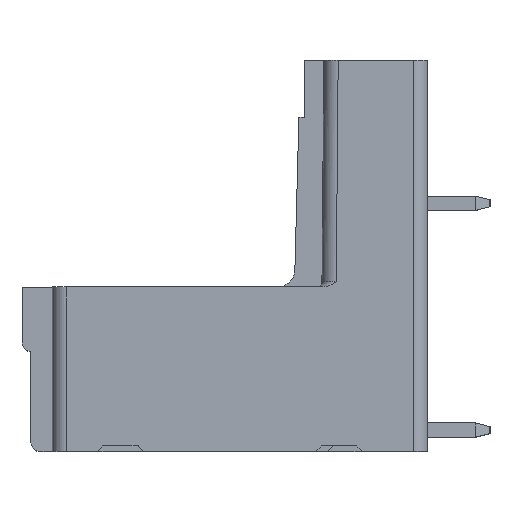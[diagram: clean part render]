
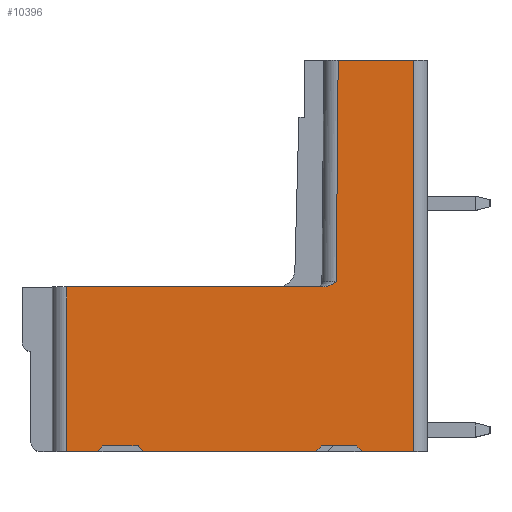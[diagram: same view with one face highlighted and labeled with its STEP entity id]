
A CAD part, top view. The second image highlights one B-rep face of the part: STEP entity #10396.
In plain terms, the highlighted planar face has unit normal (0, 0, 1).
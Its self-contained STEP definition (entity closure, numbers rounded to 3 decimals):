
#864=DIRECTION('',(1.,0.,0.));
#865=VECTOR('',#864,1.7);
#866=CARTESIAN_POINT('',(-20.194,0.,
-103.593));
#867=LINE('',#866,#865);
#888=DIRECTION('',(1.,0.,0.));
#889=VECTOR('',#888,9.65);
#890=CARTESIAN_POINT('',(-15.894,0.,
-103.593));
#891=LINE('',#890,#889);
#1588=DIRECTION('',(-1.,0.,0.));
#1589=VECTOR('',#1588,14.337);
#1590=CARTESIAN_POINT('',(-5.857,9.2,
-103.593));
#1591=LINE('',#1590,#1589);
#1909=CARTESIAN_POINT('',(-5.857,9.2,
-103.593));
#1910=CARTESIAN_POINT('',(-5.826,9.2,
-103.593));
#1911=CARTESIAN_POINT('',(-5.76,9.204,
-103.593));
#1912=CARTESIAN_POINT('',(-5.649,9.226,
-103.593));
#1913=CARTESIAN_POINT('',(-5.528,9.266,
-103.593));
#1914=CARTESIAN_POINT('',(-5.398,9.326,
-103.593));
#1915=CARTESIAN_POINT('',(-5.257,9.404,
-103.593));
#1916=CARTESIAN_POINT('',(-5.155,9.467,
-103.593));
#1917=CARTESIAN_POINT('',(-5.102,9.5,
-103.593));
#1919=DIRECTION('',(0.009,1.,0.));
#1920=VECTOR('',#1919,12.4);
#1921=CARTESIAN_POINT('',(-5.102,9.5,
-103.593));
#1922=LINE('',#1921,#1920);
#1923=DIRECTION('',(-1.,0.,0.));
#1924=VECTOR('',#1923,2.85);
#1925=CARTESIAN_POINT('',(-0.794,0.,
-103.593));
#1926=LINE('',#1925,#1924);
#1927=DIRECTION('',(-0.707,0.707,0.));
#1928=VECTOR('',#1927,0.424);
#1929=CARTESIAN_POINT('',(-3.644,0.,
-103.593));
#1930=LINE('',#1929,#1928);
#1931=DIRECTION('',(-1.,0.,0.));
#1932=VECTOR('',#1931,2.);
#1933=CARTESIAN_POINT('',(-3.944,0.3,
-103.593));
#1934=LINE('',#1933,#1932);
#1935=DIRECTION('',(-0.707,-0.707,0.));
#1936=VECTOR('',#1935,0.424);
#1937=CARTESIAN_POINT('',(-5.944,0.3,
-103.593));
#1938=LINE('',#1937,#1936);
#1939=DIRECTION('',(-0.707,0.707,0.));
#1940=VECTOR('',#1939,0.424);
#1941=CARTESIAN_POINT('',(-15.894,0.,
-103.593));
#1942=LINE('',#1941,#1940);
#1943=DIRECTION('',(-1.,0.,0.));
#1944=VECTOR('',#1943,2.);
#1945=CARTESIAN_POINT('',(-16.194,0.3,
-103.593));
#1946=LINE('',#1945,#1944);
#1947=DIRECTION('',(-0.707,-0.707,0.));
#1948=VECTOR('',#1947,0.424);
#1949=CARTESIAN_POINT('',(-18.194,0.3,
-103.593));
#1950=LINE('',#1949,#1948);
#1951=CARTESIAN_POINT('',(-5.857,9.2,
-103.593));
#2110=DIRECTION('',(-1.,0.,0.));
#2111=VECTOR('',#2110,4.2);
#2112=CARTESIAN_POINT('',(-0.794,21.9,-103.593));
#2113=LINE('',#2112,#2111);
#4612=DIRECTION('',(0.,1.,0.));
#4613=VECTOR('',#4612,21.9);
#4614=CARTESIAN_POINT('',(-0.794,0.,
-103.593));
#4615=LINE('',#4614,#4613);
#4637=DIRECTION('',(0.,-1.,0.));
#4638=VECTOR('',#4637,9.2);
#4639=CARTESIAN_POINT('',(-20.194,9.2,-103.593));
#4640=LINE('',#4639,#4638);
#7057=VERTEX_POINT('',#1951);
#7058=CARTESIAN_POINT('',(-20.194,9.2,-103.593));
#7059=VERTEX_POINT('',#7058);
#7110=CARTESIAN_POINT('',(-0.794,21.9,-103.593));
#7111=VERTEX_POINT('',#7110);
#7112=CARTESIAN_POINT('',(-4.994,21.9,-103.593));
#7113=VERTEX_POINT('',#7112);
#7479=CARTESIAN_POINT('',(-20.194,0.,
-103.593));
#7480=VERTEX_POINT('',#7479);
#7481=CARTESIAN_POINT('',(-18.494,0.,
-103.593));
#7482=VERTEX_POINT('',#7481);
#7495=CARTESIAN_POINT('',(-15.894,0.,
-103.593));
#7496=VERTEX_POINT('',#7495);
#7497=CARTESIAN_POINT('',(-6.244,0.,
-103.593));
#7498=VERTEX_POINT('',#7497);
#7503=CARTESIAN_POINT('',(-3.644,0.,
-103.593));
#7504=VERTEX_POINT('',#7503);
#7505=CARTESIAN_POINT('',(-0.794,0.,
-103.593));
#7506=VERTEX_POINT('',#7505);
#7599=VERTEX_POINT('',#1917);
#7600=CARTESIAN_POINT('',(-3.944,0.3,
-103.593));
#7601=VERTEX_POINT('',#7600);
#7602=CARTESIAN_POINT('',(-5.944,0.3,
-103.593));
#7603=VERTEX_POINT('',#7602);
#7604=CARTESIAN_POINT('',(-16.194,0.3,
-103.593));
#7605=VERTEX_POINT('',#7604);
#7606=CARTESIAN_POINT('',(-18.194,0.3,
-103.593));
#7607=VERTEX_POINT('',#7606);
#10366=CARTESIAN_POINT('',(-6.202,9.5,-103.593));
#10367=DIRECTION('',(0.,0.,1.));
#10368=DIRECTION('',(-1.,0.,0.));
#10369=AXIS2_PLACEMENT_3D('',#10366,#10367,#10368);
#10370=PLANE('',#10369);
#10371=ORIENTED_EDGE('',*,*,#9833,.F.);
#10373=ORIENTED_EDGE('',*,*,#10372,.T.);
#10375=ORIENTED_EDGE('',*,*,#10374,.T.);
#10377=ORIENTED_EDGE('',*,*,#10376,.F.);
#10379=ORIENTED_EDGE('',*,*,#10378,.F.);
#10380=ORIENTED_EDGE('',*,*,#8939,.T.);
#10382=ORIENTED_EDGE('',*,*,#10381,.T.);
#10384=ORIENTED_EDGE('',*,*,#10383,.T.);
#10386=ORIENTED_EDGE('',*,*,#10385,.T.);
#10387=ORIENTED_EDGE('',*,*,#8915,.F.);
#10388=ORIENTED_EDGE('',*,*,#10333,.T.);
#10389=ORIENTED_EDGE('',*,*,#10347,.T.);
#10390=ORIENTED_EDGE('',*,*,#10360,.T.);
#10391=ORIENTED_EDGE('',*,*,#8899,.F.);
#10393=ORIENTED_EDGE('',*,*,#10392,.F.);
#10394=EDGE_LOOP('',(#10371,#10373,#10375,#10377,#10379,#10380,#10382,#10384,
#10386,#10387,#10388,#10389,#10390,#10391,#10393));
#10395=FACE_OUTER_BOUND('',#10394,.F.);
#10396=ADVANCED_FACE('',(#10395),#10370,.T.);
#1918=B_SPLINE_CURVE_WITH_KNOTS('',3,(#1909,#1910,#1911,#1912,#1913,#1914,#1915,
#1916,#1917),.UNSPECIFIED.,.F.,.F.,(4,1,1,1,1,1,4),(0.,0.167,
0.333,0.5,0.667,0.833,1.),
.UNSPECIFIED.);
#8899=EDGE_CURVE('',#7480,#7482,#867,.T.);
#8915=EDGE_CURVE('',#7496,#7498,#891,.T.);
#8939=EDGE_CURVE('',#7506,#7504,#1926,.T.);
#9833=EDGE_CURVE('',#7057,#7059,#1591,.T.);
#10333=EDGE_CURVE('',#7496,#7605,#1942,.T.);
#10347=EDGE_CURVE('',#7605,#7607,#1946,.T.);
#10360=EDGE_CURVE('',#7607,#7482,#1950,.T.);
#10372=EDGE_CURVE('',#7057,#7599,#1918,.T.);
#10374=EDGE_CURVE('',#7599,#7113,#1922,.T.);
#10376=EDGE_CURVE('',#7111,#7113,#2113,.T.);
#10378=EDGE_CURVE('',#7506,#7111,#4615,.T.);
#10381=EDGE_CURVE('',#7504,#7601,#1930,.T.);
#10383=EDGE_CURVE('',#7601,#7603,#1934,.T.);
#10385=EDGE_CURVE('',#7603,#7498,#1938,.T.);
#10392=EDGE_CURVE('',#7059,#7480,#4640,.T.);
